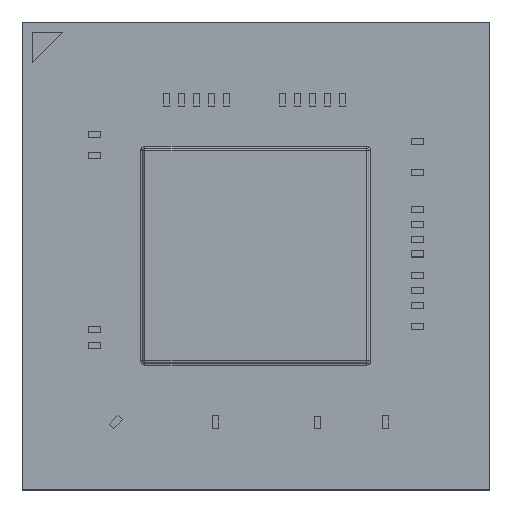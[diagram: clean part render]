
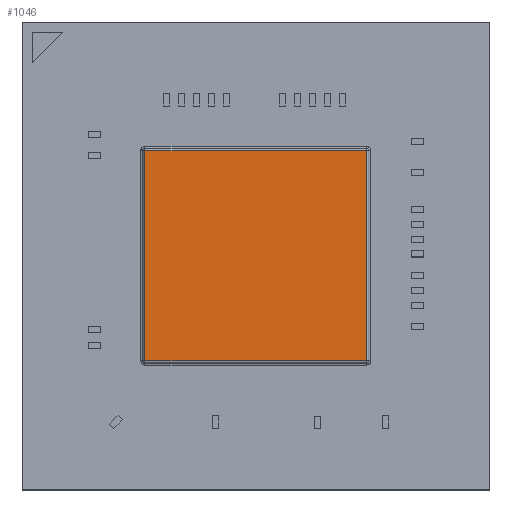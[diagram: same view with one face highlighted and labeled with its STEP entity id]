
A CAD part, top view. The second image highlights one B-rep face of the part: STEP entity #1046.
In plain terms, the highlighted planar face has unit normal (0, 0, 1).
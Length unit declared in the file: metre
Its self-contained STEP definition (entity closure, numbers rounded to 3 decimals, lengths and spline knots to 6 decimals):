
#2 = ORIENTED_EDGE ( 'NONE', *, *, #4832, .T. ) ;
#48 = AXIS2_PLACEMENT_3D ( 'NONE', #4375, #3623, #2957 ) ;
#242 = CARTESIAN_POINT ( 'NONE',  ( -0.00546, -0.00516, 0.001455 ) ) ;
#561 = CARTESIAN_POINT ( 'NONE',  ( 0.00544, -0.00516, 0.001455 ) ) ;
#569 = FACE_OUTER_BOUND ( 'NONE', #3797, .T. ) ;
#626 = PLANE ( 'NONE',  #48 ) ;
#637 = CARTESIAN_POINT ( 'NONE',  ( 0.00544, 0.00518, 0.001455 ) ) ;
#953 = EDGE_CURVE ( 'NONE', #980, #1702, #3716, .T. ) ;
#980 = VERTEX_POINT ( 'NONE', #4426 ) ;
#999 = VECTOR ( 'NONE', #2376, 1. ) ;
#1046 = ADVANCED_FACE ( 'NONE', ( #569 ), #626, .T. ) ;
#1055 = ORIENTED_EDGE ( 'NONE', *, *, #953, .T. ) ;
#1069 = DIRECTION ( 'NONE',  ( 1., 0., 0. ) ) ;
#1178 = LINE ( 'NONE', #2402, #999 ) ;
#1192 = ORIENTED_EDGE ( 'NONE', *, *, #2908, .T. ) ;
#1352 = VERTEX_POINT ( 'NONE', #4398 ) ;
#1583 = VECTOR ( 'NONE', #1862, 1. ) ;
#1702 = VERTEX_POINT ( 'NONE', #2041 ) ;
#1766 = CARTESIAN_POINT ( 'NONE',  ( -0.00546, 0.00518, 0.001455 ) ) ;
#1862 = DIRECTION ( 'NONE',  ( -1., 0., 0. ) ) ;
#1993 = EDGE_CURVE ( 'NONE', #1352, #980, #3420, .T. ) ;
#2041 = CARTESIAN_POINT ( 'NONE',  ( -0.00546, -0.00516, 0.001455 ) ) ;
#2067 = VECTOR ( 'NONE', #2477, 1. ) ;
#2199 = LINE ( 'NONE', #242, #2767 ) ;
#2376 = DIRECTION ( 'NONE',  ( 0., 1., 0. ) ) ;
#2402 = CARTESIAN_POINT ( 'NONE',  ( 0.00544, -0.00516, 0.001455 ) ) ;
#2477 = DIRECTION ( 'NONE',  ( 0., -1., 0. ) ) ;
#2767 = VECTOR ( 'NONE', #1069, 1. ) ;
#2908 = EDGE_CURVE ( 'NONE', #4685, #1352, #1178, .T. ) ;
#2957 = DIRECTION ( 'NONE',  ( 1., 0., 0. ) ) ;
#3420 = LINE ( 'NONE', #637, #1583 ) ;
#3623 = DIRECTION ( 'NONE',  ( 0., 0., 1. ) ) ;
#3716 = LINE ( 'NONE', #1766, #2067 ) ;
#3742 = ORIENTED_EDGE ( 'NONE', *, *, #1993, .T. ) ;
#3797 = EDGE_LOOP ( 'NONE', ( #1055, #2, #1192, #3742 ) ) ;
#4375 = CARTESIAN_POINT ( 'NONE',  ( 0., 0., 0.001455 ) ) ;
#4398 = CARTESIAN_POINT ( 'NONE',  ( 0.00544, 0.00518, 0.001455 ) ) ;
#4426 = CARTESIAN_POINT ( 'NONE',  ( -0.00546, 0.00518, 0.001455 ) ) ;
#4685 = VERTEX_POINT ( 'NONE', #561 ) ;
#4832 = EDGE_CURVE ( 'NONE', #1702, #4685, #2199, .T. ) ;
